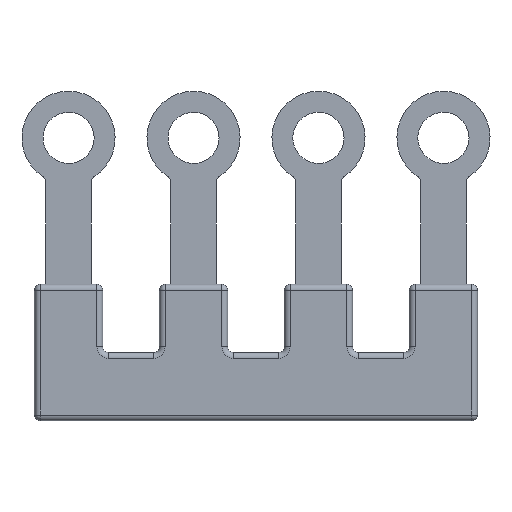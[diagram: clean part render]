
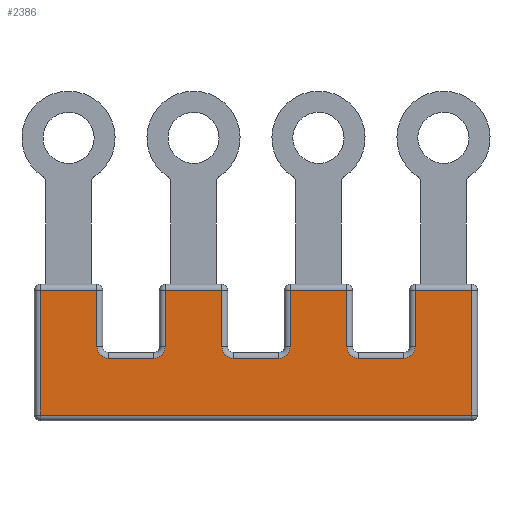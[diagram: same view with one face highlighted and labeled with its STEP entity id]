
A CAD part, front view. The second image highlights one B-rep face of the part: STEP entity #2386.
In plain terms, the highlighted planar face has unit normal (0, -1, 0).
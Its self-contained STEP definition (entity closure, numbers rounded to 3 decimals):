
#280=AXIS2_PLACEMENT_3D('Circle Axis2P3D',#278,#279,$) ;
#414=AXIS2_PLACEMENT_3D('Circle Axis2P3D',#412,#413,$) ;
#1404=AXIS2_PLACEMENT_3D('Circle Axis2P3D',#1402,#1403,$) ;
#1569=AXIS2_PLACEMENT_3D('Circle Axis2P3D',#1567,#1568,$) ;
#1987=AXIS2_PLACEMENT_3D('Circle Axis2P3D',#1985,#1986,$) ;
#2128=AXIS2_PLACEMENT_3D('Circle Axis2P3D',#2126,#2127,$) ;
#2355=AXIS2_PLACEMENT_3D('Plane Axis2P3D',#2352,#2353,#2354) ;
#173=CARTESIAN_POINT('Vertex',(28.6,0.,11.5)) ;
#251=CARTESIAN_POINT('Vertex',(28.6,0.,6.5)) ;
#254=CARTESIAN_POINT('Line Origine',(28.6,0.,11.5)) ;
#275=CARTESIAN_POINT('Vertex',(29.6,0.,5.5)) ;
#278=CARTESIAN_POINT('Axis2P3D Location',(29.6,0.,6.5)) ;
#354=CARTESIAN_POINT('Vertex',(33.6,0.,5.5)) ;
#357=CARTESIAN_POINT('Line Origine',(29.6,0.,5.5)) ;
#409=CARTESIAN_POINT('Vertex',(34.6,0.,6.5)) ;
#412=CARTESIAN_POINT('Axis2P3D Location',(33.6,0.,6.5)) ;
#495=CARTESIAN_POINT('Vertex',(34.6,0.,11.5)) ;
#498=CARTESIAN_POINT('Line Origine',(34.6,0.,6.5)) ;
#597=CARTESIAN_POINT('Vertex',(39.6,0.,11.5)) ;
#607=CARTESIAN_POINT('Line Origine',(39.6,0.,11.5)) ;
#766=CARTESIAN_POINT('Vertex',(39.6,0.,0.5)) ;
#769=CARTESIAN_POINT('Line Origine',(39.6,0.,0.5)) ;
#908=CARTESIAN_POINT('Vertex',(1.6,0.,0.5)) ;
#911=CARTESIAN_POINT('Line Origine',(39.6,0.,0.5)) ;
#1050=CARTESIAN_POINT('Vertex',(1.6,0.,11.5)) ;
#1053=CARTESIAN_POINT('Line Origine',(1.6,0.,0.5)) ;
#1171=CARTESIAN_POINT('Vertex',(6.6,0.,11.5)) ;
#1179=CARTESIAN_POINT('Line Origine',(6.1,0.,11.5)) ;
#1378=CARTESIAN_POINT('Line Origine',(6.6,0.,11.5)) ;
#1382=CARTESIAN_POINT('Vertex',(6.6,0.,6.5)) ;
#1402=CARTESIAN_POINT('Axis2P3D Location',(7.6,0.,6.5)) ;
#1406=CARTESIAN_POINT('Vertex',(7.6,0.,5.5)) ;
#1564=CARTESIAN_POINT('Vertex',(11.6,0.,5.5)) ;
#1567=CARTESIAN_POINT('Axis2P3D Location',(11.6,0.,6.5)) ;
#1571=CARTESIAN_POINT('Vertex',(12.6,0.,6.5)) ;
#1705=CARTESIAN_POINT('Vertex',(12.6,0.,11.5)) ;
#1755=CARTESIAN_POINT('Line Origine',(12.6,0.,11.5)) ;
#1759=CARTESIAN_POINT('Vertex',(17.6,0.,11.5)) ;
#1937=CARTESIAN_POINT('Line Origine',(17.6,0.,11.5)) ;
#1941=CARTESIAN_POINT('Vertex',(17.6,0.,6.5)) ;
#1985=CARTESIAN_POINT('Axis2P3D Location',(18.6,0.,6.5)) ;
#1989=CARTESIAN_POINT('Vertex',(18.6,0.,5.5)) ;
#2123=CARTESIAN_POINT('Vertex',(22.6,0.,5.5)) ;
#2126=CARTESIAN_POINT('Axis2P3D Location',(22.6,0.,6.5)) ;
#2130=CARTESIAN_POINT('Vertex',(23.6,0.,6.5)) ;
#2214=CARTESIAN_POINT('Vertex',(23.6,0.,11.5)) ;
#2233=CARTESIAN_POINT('Line Origine',(23.6,0.,6.5)) ;
#2250=CARTESIAN_POINT('Line Origine',(18.6,0.,5.5)) ;
#2278=CARTESIAN_POINT('Line Origine',(12.6,0.,6.5)) ;
#2295=CARTESIAN_POINT('Line Origine',(7.6,0.,5.5)) ;
#2352=CARTESIAN_POINT('Axis2P3D Location',(1.6,0.,11.5)) ;
#2357=CARTESIAN_POINT('Line Origine',(26.1,0.,11.5)) ;
#255=DIRECTION('Vector Direction',(0.,0.,1.)) ;
#279=DIRECTION('Axis2P3D Direction',(0.,1.,0.)) ;
#358=DIRECTION('Vector Direction',(-1.,0.,0.)) ;
#413=DIRECTION('Axis2P3D Direction',(0.,1.,0.)) ;
#499=DIRECTION('Vector Direction',(0.,0.,-1.)) ;
#608=DIRECTION('Vector Direction',(-1.,0.,0.)) ;
#770=DIRECTION('Vector Direction',(0.,0.,1.)) ;
#912=DIRECTION('Vector Direction',(1.,0.,0.)) ;
#1054=DIRECTION('Vector Direction',(0.,0.,-1.)) ;
#1180=DIRECTION('Vector Direction',(-1.,0.,0.)) ;
#1379=DIRECTION('Vector Direction',(0.,0.,1.)) ;
#1403=DIRECTION('Axis2P3D Direction',(0.,1.,0.)) ;
#1568=DIRECTION('Axis2P3D Direction',(0.,1.,0.)) ;
#1756=DIRECTION('Vector Direction',(-1.,0.,0.)) ;
#1938=DIRECTION('Vector Direction',(0.,0.,1.)) ;
#1986=DIRECTION('Axis2P3D Direction',(0.,1.,0.)) ;
#2127=DIRECTION('Axis2P3D Direction',(0.,1.,0.)) ;
#2234=DIRECTION('Vector Direction',(0.,0.,-1.)) ;
#2251=DIRECTION('Vector Direction',(-1.,0.,0.)) ;
#2279=DIRECTION('Vector Direction',(0.,0.,-1.)) ;
#2296=DIRECTION('Vector Direction',(-1.,0.,0.)) ;
#2353=DIRECTION('Axis2P3D Direction',(0.,1.,0.)) ;
#2354=DIRECTION('Axis2P3D XDirection',(0.,0.,1.)) ;
#2358=DIRECTION('Vector Direction',(1.,0.,0.)) ;
#256=VECTOR('Line Direction',#255,1.) ;
#359=VECTOR('Line Direction',#358,1.) ;
#500=VECTOR('Line Direction',#499,1.) ;
#609=VECTOR('Line Direction',#608,1.) ;
#771=VECTOR('Line Direction',#770,1.) ;
#913=VECTOR('Line Direction',#912,1.) ;
#1055=VECTOR('Line Direction',#1054,1.) ;
#1181=VECTOR('Line Direction',#1180,1.) ;
#1380=VECTOR('Line Direction',#1379,1.) ;
#1757=VECTOR('Line Direction',#1756,1.) ;
#1939=VECTOR('Line Direction',#1938,1.) ;
#2235=VECTOR('Line Direction',#2234,1.) ;
#2252=VECTOR('Line Direction',#2251,1.) ;
#2280=VECTOR('Line Direction',#2279,1.) ;
#2297=VECTOR('Line Direction',#2296,1.) ;
#2359=VECTOR('Line Direction',#2358,1.) ;
#2363=ORIENTED_EDGE('',*,*,#258,.T.) ;
#2364=ORIENTED_EDGE('',*,*,#2361,.T.) ;
#2365=ORIENTED_EDGE('',*,*,#2237,.T.) ;
#2366=ORIENTED_EDGE('',*,*,#2132,.T.) ;
#2367=ORIENTED_EDGE('',*,*,#2254,.T.) ;
#2368=ORIENTED_EDGE('',*,*,#1991,.T.) ;
#2369=ORIENTED_EDGE('',*,*,#1943,.T.) ;
#2370=ORIENTED_EDGE('',*,*,#1761,.T.) ;
#2371=ORIENTED_EDGE('',*,*,#2282,.T.) ;
#2372=ORIENTED_EDGE('',*,*,#1573,.T.) ;
#2373=ORIENTED_EDGE('',*,*,#2299,.T.) ;
#2374=ORIENTED_EDGE('',*,*,#1408,.T.) ;
#2375=ORIENTED_EDGE('',*,*,#1384,.T.) ;
#2376=ORIENTED_EDGE('',*,*,#1183,.T.) ;
#2377=ORIENTED_EDGE('',*,*,#1057,.T.) ;
#2378=ORIENTED_EDGE('',*,*,#915,.T.) ;
#2379=ORIENTED_EDGE('',*,*,#773,.T.) ;
#2380=ORIENTED_EDGE('',*,*,#611,.T.) ;
#2381=ORIENTED_EDGE('',*,*,#502,.T.) ;
#2382=ORIENTED_EDGE('',*,*,#416,.T.) ;
#2383=ORIENTED_EDGE('',*,*,#361,.T.) ;
#2384=ORIENTED_EDGE('',*,*,#282,.T.) ;
#2386=ADVANCED_FACE('STH4_4 way insulation-plastic',(#2385),#2356,.F.) ;
#281=CIRCLE('generated circle',#280,1.) ;
#415=CIRCLE('generated circle',#414,1.) ;
#1405=CIRCLE('generated circle',#1404,1.) ;
#1570=CIRCLE('generated circle',#1569,1.) ;
#1988=CIRCLE('generated circle',#1987,1.) ;
#2129=CIRCLE('generated circle',#2128,1.) ;
#258=EDGE_CURVE('',#252,#174,#257,.T.) ;
#282=EDGE_CURVE('',#276,#252,#281,.T.) ;
#361=EDGE_CURVE('',#355,#276,#360,.T.) ;
#416=EDGE_CURVE('',#410,#355,#415,.T.) ;
#502=EDGE_CURVE('',#496,#410,#501,.T.) ;
#611=EDGE_CURVE('',#598,#496,#610,.T.) ;
#773=EDGE_CURVE('',#767,#598,#772,.T.) ;
#915=EDGE_CURVE('',#909,#767,#914,.T.) ;
#1057=EDGE_CURVE('',#1051,#909,#1056,.T.) ;
#1183=EDGE_CURVE('',#1172,#1051,#1182,.T.) ;
#1384=EDGE_CURVE('',#1383,#1172,#1381,.T.) ;
#1408=EDGE_CURVE('',#1407,#1383,#1405,.T.) ;
#1573=EDGE_CURVE('',#1572,#1565,#1570,.T.) ;
#1761=EDGE_CURVE('',#1760,#1706,#1758,.T.) ;
#1943=EDGE_CURVE('',#1942,#1760,#1940,.T.) ;
#1991=EDGE_CURVE('',#1990,#1942,#1988,.T.) ;
#2132=EDGE_CURVE('',#2131,#2124,#2129,.T.) ;
#2237=EDGE_CURVE('',#2215,#2131,#2236,.T.) ;
#2254=EDGE_CURVE('',#2124,#1990,#2253,.T.) ;
#2282=EDGE_CURVE('',#1706,#1572,#2281,.T.) ;
#2299=EDGE_CURVE('',#1565,#1407,#2298,.T.) ;
#2361=EDGE_CURVE('',#174,#2215,#2360,.F.) ;
#2362=EDGE_LOOP('',(#2363,#2364,#2365,#2366,#2367,#2368,#2369,#2370,#2371,#2372,#2373,#2374,#2375,#2376,#2377,#2378,#2379,#2380,#2381,#2382,#2383,#2384)) ;
#2385=FACE_OUTER_BOUND('',#2362,.T.) ;
#257=LINE('Line',#254,#256) ;
#360=LINE('Line',#357,#359) ;
#501=LINE('Line',#498,#500) ;
#610=LINE('Line',#607,#609) ;
#772=LINE('Line',#769,#771) ;
#914=LINE('Line',#911,#913) ;
#1056=LINE('Line',#1053,#1055) ;
#1182=LINE('Line',#1179,#1181) ;
#1381=LINE('Line',#1378,#1380) ;
#1758=LINE('Line',#1755,#1757) ;
#1940=LINE('Line',#1937,#1939) ;
#2236=LINE('Line',#2233,#2235) ;
#2253=LINE('Line',#2250,#2252) ;
#2281=LINE('Line',#2278,#2280) ;
#2298=LINE('Line',#2295,#2297) ;
#2360=LINE('Line',#2357,#2359) ;
#2356=PLANE('',#2355) ;
#174=VERTEX_POINT('',#173) ;
#252=VERTEX_POINT('',#251) ;
#276=VERTEX_POINT('',#275) ;
#355=VERTEX_POINT('',#354) ;
#410=VERTEX_POINT('',#409) ;
#496=VERTEX_POINT('',#495) ;
#598=VERTEX_POINT('',#597) ;
#767=VERTEX_POINT('',#766) ;
#909=VERTEX_POINT('',#908) ;
#1051=VERTEX_POINT('',#1050) ;
#1172=VERTEX_POINT('',#1171) ;
#1383=VERTEX_POINT('',#1382) ;
#1407=VERTEX_POINT('',#1406) ;
#1565=VERTEX_POINT('',#1564) ;
#1572=VERTEX_POINT('',#1571) ;
#1706=VERTEX_POINT('',#1705) ;
#1760=VERTEX_POINT('',#1759) ;
#1942=VERTEX_POINT('',#1941) ;
#1990=VERTEX_POINT('',#1989) ;
#2124=VERTEX_POINT('',#2123) ;
#2131=VERTEX_POINT('',#2130) ;
#2215=VERTEX_POINT('',#2214) ;
